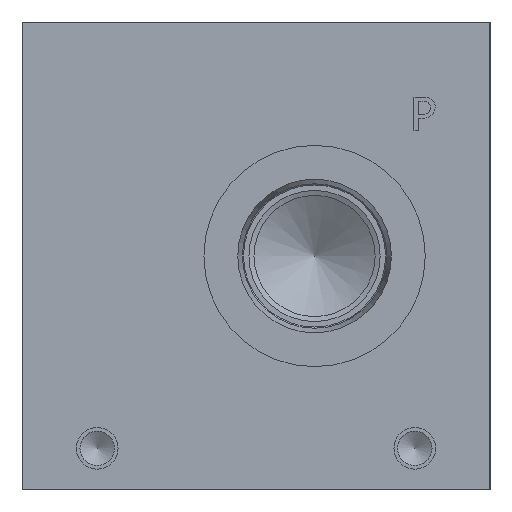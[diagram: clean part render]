
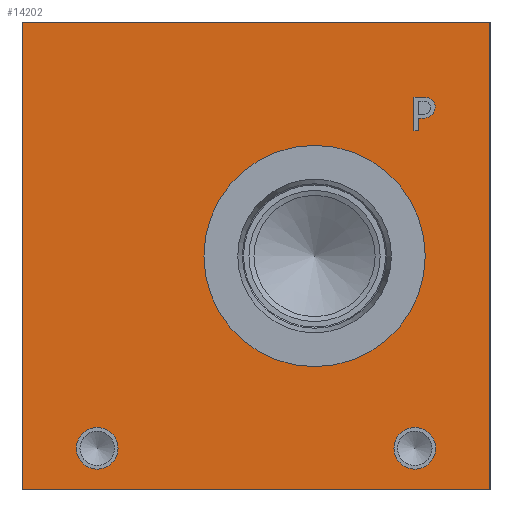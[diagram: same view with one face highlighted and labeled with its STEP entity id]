
A CAD part, left-side view. The second image highlights one B-rep face of the part: STEP entity #14202.
In plain terms, the highlighted planar face has unit normal (-1, 0, 0).
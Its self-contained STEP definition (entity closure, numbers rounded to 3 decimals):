
#207=CIRCLE('',#14985,3.962);
#208=CIRCLE('',#14986,3.962);
#209=CIRCLE('',#14987,3.962);
#210=CIRCLE('',#14988,3.962);
#211=CIRCLE('',#14989,21.019);
#212=CIRCLE('',#14990,21.019);
#624=FACE_BOUND('',#2112,.T.);
#625=FACE_BOUND('',#2113,.T.);
#626=FACE_BOUND('',#2114,.T.);
#627=FACE_BOUND('',#2115,.T.);
#770=B_SPLINE_CURVE_WITH_KNOTS('',2,(#19448,#19449,#19450,#19451),
 .UNSPECIFIED.,.F.,.F.,(3,1,3),(0.,1.,2.),.UNSPECIFIED.);
#772=B_SPLINE_CURVE_WITH_KNOTS('',2,(#19469,#19470,#19471,#19472),
 .UNSPECIFIED.,.F.,.F.,(3,1,3),(0.,1.,2.),.UNSPECIFIED.);
#774=B_SPLINE_CURVE_WITH_KNOTS('',2,(#19518,#19519,#19520,#19521),
 .UNSPECIFIED.,.F.,.F.,(3,1,3),(0.,1.,2.),.UNSPECIFIED.);
#776=B_SPLINE_CURVE_WITH_KNOTS('',2,(#19536,#19537,#19538,#19539),
 .UNSPECIFIED.,.F.,.F.,(3,1,3),(0.,1.,2.),.UNSPECIFIED.);
#1334=FACE_OUTER_BOUND('',#2111,.T.);
#2111=EDGE_LOOP('',(#9228,#9229,#9230,#9231));
#2112=EDGE_LOOP('',(#9232,#9233));
#2113=EDGE_LOOP('',(#9234,#9235));
#2114=EDGE_LOOP('',(#9236,#9237));
#2115=EDGE_LOOP('',(#9238,#9239,#9240,#9241,#9242,#9243,#9244,#9245,#9246));
#3039=LINE('',#19481,#4335);
#3042=LINE('',#19487,#4338);
#3045=LINE('',#19493,#4341);
#3048=LINE('',#19499,#4344);
#3051=LINE('',#19505,#4347);
#3055=LINE('',#19548,#4351);
#3056=LINE('',#19550,#4352);
#3057=LINE('',#19552,#4353);
#3058=LINE('',#19553,#4354);
#4335=VECTOR('',#16044,10.);
#4338=VECTOR('',#16049,10.);
#4341=VECTOR('',#16054,10.);
#4344=VECTOR('',#16059,10.);
#4347=VECTOR('',#16064,10.);
#4351=VECTOR('',#16072,10.);
#4352=VECTOR('',#16073,10.);
#4353=VECTOR('',#16074,10.);
#4354=VECTOR('',#16075,10.);
#5621=VERTEX_POINT('',#19446);
#5622=VERTEX_POINT('',#19447);
#5625=VERTEX_POINT('',#19468);
#5627=VERTEX_POINT('',#19480);
#5629=VERTEX_POINT('',#19486);
#5631=VERTEX_POINT('',#19492);
#5633=VERTEX_POINT('',#19498);
#5635=VERTEX_POINT('',#19504);
#5637=VERTEX_POINT('',#19517);
#5639=VERTEX_POINT('',#19546);
#5640=VERTEX_POINT('',#19547);
#5641=VERTEX_POINT('',#19549);
#5642=VERTEX_POINT('',#19551);
#5643=VERTEX_POINT('',#19554);
#5644=VERTEX_POINT('',#19555);
#5645=VERTEX_POINT('',#19558);
#5646=VERTEX_POINT('',#19559);
#5647=VERTEX_POINT('',#19562);
#5648=VERTEX_POINT('',#19563);
#7077=EDGE_CURVE('',#5621,#5622,#770,.T.);
#7081=EDGE_CURVE('',#5625,#5621,#772,.T.);
#7084=EDGE_CURVE('',#5627,#5625,#3039,.T.);
#7087=EDGE_CURVE('',#5629,#5627,#3042,.T.);
#7090=EDGE_CURVE('',#5631,#5629,#3045,.T.);
#7093=EDGE_CURVE('',#5633,#5631,#3048,.T.);
#7096=EDGE_CURVE('',#5635,#5633,#3051,.T.);
#7099=EDGE_CURVE('',#5637,#5635,#774,.T.);
#7102=EDGE_CURVE('',#5622,#5637,#776,.T.);
#7104=EDGE_CURVE('',#5639,#5640,#3055,.T.);
#7105=EDGE_CURVE('',#5640,#5641,#3056,.T.);
#7106=EDGE_CURVE('',#5642,#5641,#3057,.T.);
#7107=EDGE_CURVE('',#5639,#5642,#3058,.T.);
#7108=EDGE_CURVE('',#5643,#5644,#207,.T.);
#7109=EDGE_CURVE('',#5644,#5643,#208,.T.);
#7110=EDGE_CURVE('',#5645,#5646,#209,.T.);
#7111=EDGE_CURVE('',#5646,#5645,#210,.T.);
#7112=EDGE_CURVE('',#5647,#5648,#211,.T.);
#7113=EDGE_CURVE('',#5648,#5647,#212,.T.);
#9228=ORIENTED_EDGE('',*,*,#7104,.T.);
#9229=ORIENTED_EDGE('',*,*,#7105,.T.);
#9230=ORIENTED_EDGE('',*,*,#7106,.F.);
#9231=ORIENTED_EDGE('',*,*,#7107,.F.);
#9232=ORIENTED_EDGE('',*,*,#7108,.T.);
#9233=ORIENTED_EDGE('',*,*,#7109,.T.);
#9234=ORIENTED_EDGE('',*,*,#7110,.T.);
#9235=ORIENTED_EDGE('',*,*,#7111,.T.);
#9236=ORIENTED_EDGE('',*,*,#7112,.T.);
#9237=ORIENTED_EDGE('',*,*,#7113,.T.);
#9238=ORIENTED_EDGE('',*,*,#7077,.T.);
#9239=ORIENTED_EDGE('',*,*,#7102,.T.);
#9240=ORIENTED_EDGE('',*,*,#7099,.T.);
#9241=ORIENTED_EDGE('',*,*,#7096,.T.);
#9242=ORIENTED_EDGE('',*,*,#7093,.T.);
#9243=ORIENTED_EDGE('',*,*,#7090,.T.);
#9244=ORIENTED_EDGE('',*,*,#7087,.T.);
#9245=ORIENTED_EDGE('',*,*,#7084,.T.);
#9246=ORIENTED_EDGE('',*,*,#7081,.T.);
#13278=PLANE('',#14984);
#14202=ADVANCED_FACE('',(#1334,#624,#625,#626,#627),#13278,.T.);
#14984=AXIS2_PLACEMENT_3D('',#19545,#16070,#16071);
#14985=AXIS2_PLACEMENT_3D('',#19556,#16076,#16077);
#14986=AXIS2_PLACEMENT_3D('',#19557,#16078,#16079);
#14987=AXIS2_PLACEMENT_3D('',#19560,#16080,#16081);
#14988=AXIS2_PLACEMENT_3D('',#19561,#16082,#16083);
#14989=AXIS2_PLACEMENT_3D('',#19564,#16084,#16085);
#14990=AXIS2_PLACEMENT_3D('',#19565,#16086,#16087);
#16044=DIRECTION('',(0.,-1.,0.));
#16049=DIRECTION('',(0.,0.,1.));
#16054=DIRECTION('',(0.,1.,0.));
#16059=DIRECTION('',(0.,0.,-1.));
#16064=DIRECTION('',(0.,1.,0.));
#16070=DIRECTION('center_axis',(-1.,0.,0.));
#16071=DIRECTION('ref_axis',(0.,-1.,0.));
#16072=DIRECTION('',(0.,-1.,0.));
#16073=DIRECTION('',(0.,0.,1.));
#16074=DIRECTION('',(0.,-1.,0.));
#16075=DIRECTION('',(0.,0.,1.));
#16076=DIRECTION('center_axis',(1.,0.,0.));
#16077=DIRECTION('ref_axis',(0.,1.,0.));
#16078=DIRECTION('center_axis',(1.,0.,0.));
#16079=DIRECTION('ref_axis',(0.,1.,0.));
#16080=DIRECTION('center_axis',(1.,0.,0.));
#16081=DIRECTION('ref_axis',(0.,1.,0.));
#16082=DIRECTION('center_axis',(1.,0.,0.));
#16083=DIRECTION('ref_axis',(0.,1.,0.));
#16084=DIRECTION('center_axis',(1.,0.,0.));
#16085=DIRECTION('ref_axis',(0.,0.,1.));
#16086=DIRECTION('center_axis',(1.,0.,0.));
#16087=DIRECTION('ref_axis',(0.,0.,1.));
#19446=CARTESIAN_POINT('',(0.,11.181,74.216));
#19447=CARTESIAN_POINT('',(0.,10.424,72.698));
#19448=CARTESIAN_POINT('Ctrl Pts',(0.,11.181,74.216));
#19449=CARTESIAN_POINT('Ctrl Pts',(0.,10.826,73.974));
#19450=CARTESIAN_POINT('Ctrl Pts',(0.,10.424,73.228));
#19451=CARTESIAN_POINT('Ctrl Pts',(0.,10.424,72.698));
#19468=CARTESIAN_POINT('',(0.,12.843,74.612));
#19469=CARTESIAN_POINT('Ctrl Pts',(0.,12.843,74.612));
#19470=CARTESIAN_POINT('Ctrl Pts',(0.,12.277,74.612));
#19471=CARTESIAN_POINT('Ctrl Pts',(0.,11.484,74.427));
#19472=CARTESIAN_POINT('Ctrl Pts',(0.,11.181,74.216));
#19480=CARTESIAN_POINT('',(0.,14.438,74.612));
#19481=CARTESIAN_POINT('',(0.,51.669,74.612));
#19486=CARTESIAN_POINT('',(0.,14.438,68.263));
#19487=CARTESIAN_POINT('',(0.,14.438,34.131));
#19492=CARTESIAN_POINT('',(0.,13.594,68.263));
#19493=CARTESIAN_POINT('',(0.,51.247,68.263));
#19498=CARTESIAN_POINT('',(0.,13.594,70.63));
#19499=CARTESIAN_POINT('',(0.,13.594,35.315));
#19504=CARTESIAN_POINT('',(0.,12.879,70.63));
#19505=CARTESIAN_POINT('',(0.,50.889,70.63));
#19517=CARTESIAN_POINT('',(0.,10.98,71.288));
#19518=CARTESIAN_POINT('Ctrl Pts',(0.,10.98,71.288));
#19519=CARTESIAN_POINT('Ctrl Pts',(0.,11.309,70.964));
#19520=CARTESIAN_POINT('Ctrl Pts',(0.,12.2,70.63));
#19521=CARTESIAN_POINT('Ctrl Pts',(0.,12.879,70.63));
#19536=CARTESIAN_POINT('Ctrl Pts',(0.,10.424,72.698));
#19537=CARTESIAN_POINT('Ctrl Pts',(0.,10.424,72.287));
#19538=CARTESIAN_POINT('Ctrl Pts',(0.,10.718,71.546));
#19539=CARTESIAN_POINT('Ctrl Pts',(0.,10.98,71.288));
#19545=CARTESIAN_POINT('Origin',(0.,88.9,0.));
#19546=CARTESIAN_POINT('',(0.,88.9,0.));
#19547=CARTESIAN_POINT('',(0.,0.,0.));
#19548=CARTESIAN_POINT('',(0.,88.9,0.));
#19549=CARTESIAN_POINT('',(0.,0.,88.9));
#19550=CARTESIAN_POINT('',(0.,0.,0.));
#19551=CARTESIAN_POINT('',(0.,88.9,88.9));
#19552=CARTESIAN_POINT('',(0.,88.9,88.9));
#19553=CARTESIAN_POINT('',(0.,88.9,0.));
#19554=CARTESIAN_POINT('',(0.,18.237,7.925));
#19555=CARTESIAN_POINT('',(0.,10.312,7.925));
#19556=CARTESIAN_POINT('Origin',(0.,14.275,7.925));
#19557=CARTESIAN_POINT('Origin',(0.,14.275,7.925));
#19558=CARTESIAN_POINT('',(0.,78.588,7.925));
#19559=CARTESIAN_POINT('',(0.,70.663,7.925));
#19560=CARTESIAN_POINT('Origin',(0.,74.625,7.925));
#19561=CARTESIAN_POINT('Origin',(0.,74.625,7.925));
#19562=CARTESIAN_POINT('',(0.,33.325,65.469));
#19563=CARTESIAN_POINT('',(0.,33.325,23.432));
#19564=CARTESIAN_POINT('Origin',(0.,33.325,44.45));
#19565=CARTESIAN_POINT('Origin',(0.,33.325,44.45));
